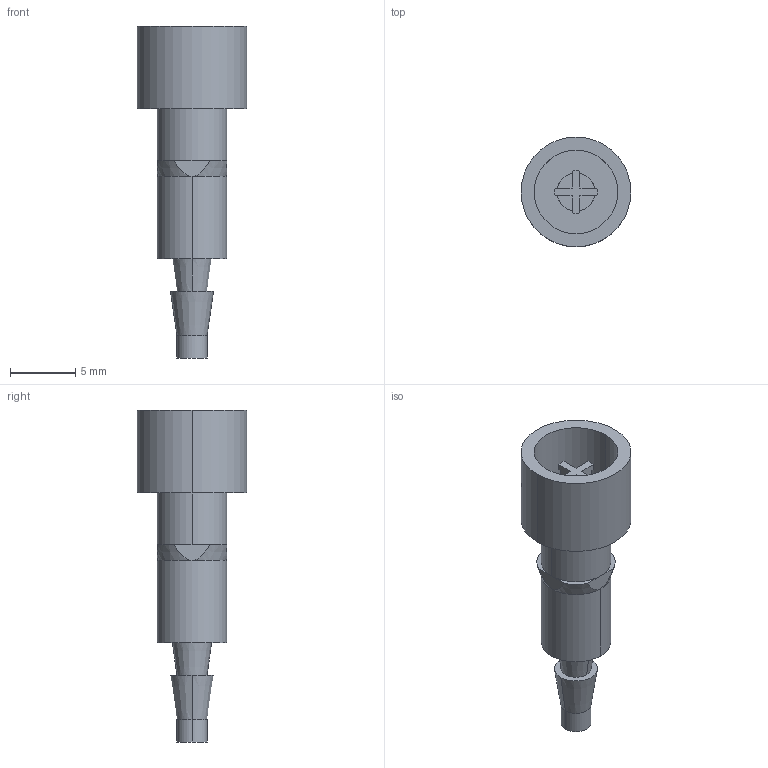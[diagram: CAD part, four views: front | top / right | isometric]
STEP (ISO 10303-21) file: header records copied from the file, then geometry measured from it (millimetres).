
FILE_DESCRIPTION(('Creo Elements/Direct Modeling STEP Export'),'2;1');
FILE_NAME('0ln7uvk4b4kn4ls4620','2017-06-09T 9:28:38',(''),(''),'PTC Creo Elements/Direct Modeling STEP processor for AP214 (Solid Model)','PTC Creo Elements/Direct Modeling 19.0E 27-Jun-2016 (C) Parametric Technology GmbH','');
FILE_SCHEMA(('AUTOMOTIVE_DESIGN { 1 0 10303 214 1 1 1 1 }'));
Length unit declared in the file: millimetre
Products named in the file (1): CX_3.0_VC
Bounding box: 8.4 x 8.4 x 25.4 mm (x, y, z)
Volume: 471 mm3; surface area: 735.4 mm2
Topology: 1 solids, 1 shells, 58 faces, 137 edges, 87 vertices
Faces by surface type: plane 32, cylinder 18, cone 8
Entity records: 2091 total; most frequent: CARTESIAN_POINT 716, ORIENTED_EDGE 274, DIRECTION 202, EDGE_CURVE 137, VERTEX_POINT 87, AXIS2_PLACEMENT_3D 70, EDGE_LOOP 64, VECTOR 62
